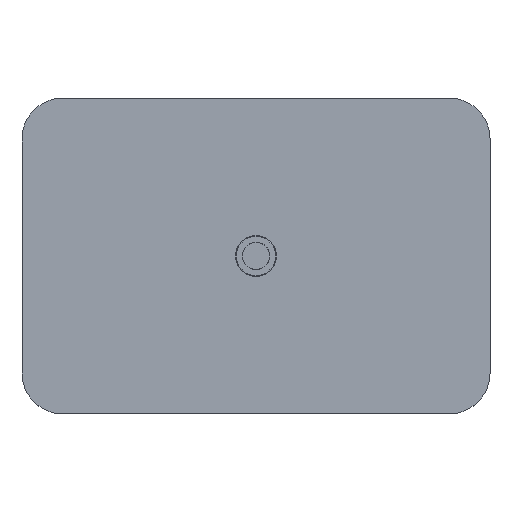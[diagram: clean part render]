
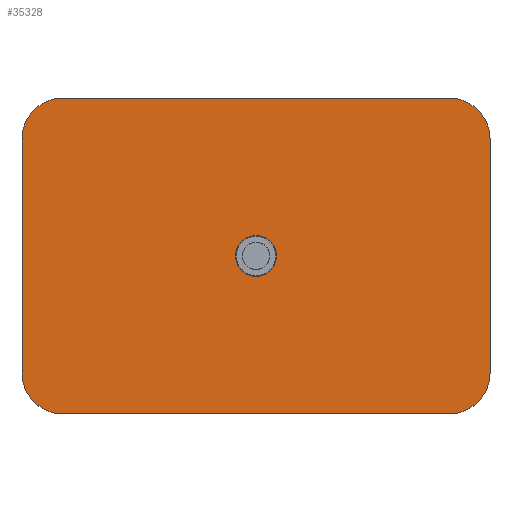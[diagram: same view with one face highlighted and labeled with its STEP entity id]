
A CAD part, top view. The second image highlights one B-rep face of the part: STEP entity #35328.
In plain terms, the highlighted planar face has unit normal (0, 0, 1).
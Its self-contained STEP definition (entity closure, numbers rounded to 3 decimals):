
#58=CIRCLE('',#37756,17.4);
#59=CIRCLE('',#37758,35.);
#60=CIRCLE('',#37759,35.);
#61=CIRCLE('',#37760,35.);
#62=CIRCLE('',#37761,35.);
#7426=ORIENTED_EDGE('',*,*,#12015,.F.);
#7427=ORIENTED_EDGE('',*,*,#12016,.T.);
#7428=ORIENTED_EDGE('',*,*,#12017,.T.);
#7429=ORIENTED_EDGE('',*,*,#12018,.T.);
#7430=ORIENTED_EDGE('',*,*,#12019,.T.);
#7431=ORIENTED_EDGE('',*,*,#12020,.T.);
#7432=ORIENTED_EDGE('',*,*,#12021,.T.);
#7433=ORIENTED_EDGE('',*,*,#12022,.T.);
#7434=ORIENTED_EDGE('',*,*,#12023,.T.);
#12015=EDGE_CURVE('',#14316,#14316,#58,.T.);
#12016=EDGE_CURVE('',#14317,#14318,#16587,.T.);
#12017=EDGE_CURVE('',#14318,#14319,#59,.T.);
#12018=EDGE_CURVE('',#14319,#14320,#16588,.T.);
#12019=EDGE_CURVE('',#14320,#14321,#60,.T.);
#12020=EDGE_CURVE('',#14321,#14322,#16589,.T.);
#12021=EDGE_CURVE('',#14322,#14323,#61,.T.);
#12022=EDGE_CURVE('',#14323,#14324,#16590,.T.);
#12023=EDGE_CURVE('',#14324,#14317,#62,.T.);
#14316=VERTEX_POINT('',#52610);
#14317=VERTEX_POINT('',#52613);
#14318=VERTEX_POINT('',#52614);
#14319=VERTEX_POINT('',#52616);
#14320=VERTEX_POINT('',#52618);
#14321=VERTEX_POINT('',#52620);
#14322=VERTEX_POINT('',#52622);
#14323=VERTEX_POINT('',#52624);
#14324=VERTEX_POINT('',#52626);
#16587=LINE('',#52612,#18853);
#16588=LINE('',#52617,#18854);
#16589=LINE('',#52621,#18855);
#16590=LINE('',#52625,#18856);
#18853=VECTOR('',#44854,1000.);
#18854=VECTOR('',#44857,1000.);
#18855=VECTOR('',#44860,1000.);
#18856=VECTOR('',#44863,1000.);
#20154=EDGE_LOOP('',(#7426));
#20155=EDGE_LOOP('',(#7427,#7428,#7429,#7430,#7431,#7432,#7433,#7434));
#21594=FACE_BOUND('',#20154,.T.);
#21595=FACE_BOUND('',#20155,.T.);
#22459=PLANE('',#37757);
#35328=ADVANCED_FACE('',(#21594,#21595),#22459,.T.);
#37756=AXIS2_PLACEMENT_3D('',#52609,#44850,#44851);
#37757=AXIS2_PLACEMENT_3D('',#52611,#44852,#44853);
#37758=AXIS2_PLACEMENT_3D('',#52615,#44855,#44856);
#37759=AXIS2_PLACEMENT_3D('',#52619,#44858,#44859);
#37760=AXIS2_PLACEMENT_3D('',#52623,#44861,#44862);
#37761=AXIS2_PLACEMENT_3D('',#52627,#44864,#44865);
#44850=DIRECTION('',(0.,0.,1.));
#44851=DIRECTION('',(-1.,0.,0.));
#44852=DIRECTION('',(0.,0.,1.));
#44853=DIRECTION('',(1.,0.,0.));
#44854=DIRECTION('',(0.,-1.,0.));
#44855=DIRECTION('',(0.,0.,1.));
#44856=DIRECTION('',(-1.,0.,0.));
#44857=DIRECTION('',(1.,0.,0.));
#44858=DIRECTION('',(0.,0.,1.));
#44859=DIRECTION('',(0.,-1.,0.));
#44860=DIRECTION('',(0.,1.,0.));
#44861=DIRECTION('',(0.,0.,1.));
#44862=DIRECTION('',(1.,0.,0.));
#44863=DIRECTION('',(-1.,0.,0.));
#44864=DIRECTION('',(0.,0.,1.));
#44865=DIRECTION('',(0.,1.,0.));
#52609=CARTESIAN_POINT('',(0.,0.,12.5));
#52610=CARTESIAN_POINT('',(-17.4,0.,12.5));
#52611=CARTESIAN_POINT('',(0.,0.,12.5));
#52612=CARTESIAN_POINT('',(-200.,100.,12.5));
#52613=CARTESIAN_POINT('',(-200.,100.,12.5));
#52614=CARTESIAN_POINT('',(-200.,-100.,12.5));
#52615=CARTESIAN_POINT('',(-165.,-100.,12.5));
#52616=CARTESIAN_POINT('',(-165.,-135.,12.5));
#52617=CARTESIAN_POINT('',(-165.,-135.,12.5));
#52618=CARTESIAN_POINT('',(165.,-135.,12.5));
#52619=CARTESIAN_POINT('',(165.,-100.,12.5));
#52620=CARTESIAN_POINT('',(200.,-100.,12.5));
#52621=CARTESIAN_POINT('',(200.,-100.,12.5));
#52622=CARTESIAN_POINT('',(200.,100.,12.5));
#52623=CARTESIAN_POINT('',(165.,100.,12.5));
#52624=CARTESIAN_POINT('',(165.,135.,12.5));
#52625=CARTESIAN_POINT('',(165.,135.,12.5));
#52626=CARTESIAN_POINT('',(-165.,135.,12.5));
#52627=CARTESIAN_POINT('',(-165.,100.,12.5));
